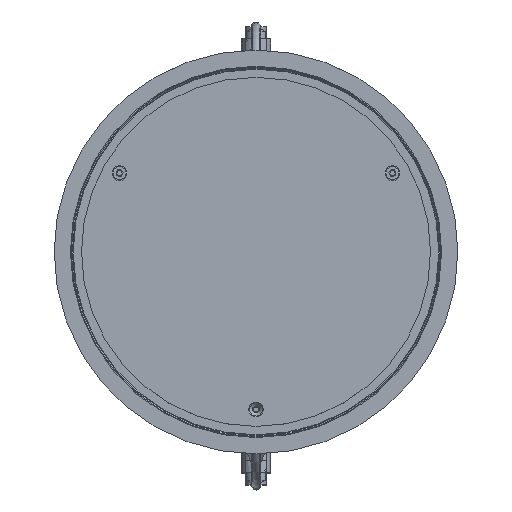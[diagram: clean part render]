
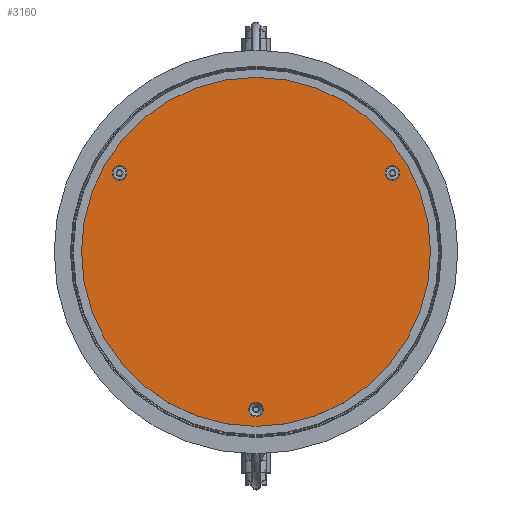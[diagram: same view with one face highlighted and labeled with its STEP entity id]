
A CAD part, top view. The second image highlights one B-rep face of the part: STEP entity #3160.
In plain terms, the highlighted planar face has unit normal (0, 0, 1).
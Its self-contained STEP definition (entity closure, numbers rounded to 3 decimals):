
#299=FACE_BOUND('',#683,.T.);
#300=FACE_BOUND('',#684,.T.);
#301=FACE_BOUND('',#685,.T.);
#371=PLANE('',#3579);
#511=FACE_OUTER_BOUND('',#682,.T.);
#682=EDGE_LOOP('',(#2232));
#683=EDGE_LOOP('',(#2233));
#684=EDGE_LOOP('',(#2234));
#685=EDGE_LOOP('',(#2235));
#1150=CIRCLE('',#3556,5.7);
#1155=CIRCLE('',#3563,5.7);
#1160=CIRCLE('',#3570,5.7);
#1165=CIRCLE('',#3577,134.);
#1386=VERTEX_POINT('',#5007);
#1391=VERTEX_POINT('',#5021);
#1396=VERTEX_POINT('',#5035);
#1401=VERTEX_POINT('',#5049);
#1726=EDGE_CURVE('',#1386,#1386,#1150,.T.);
#1733=EDGE_CURVE('',#1391,#1391,#1155,.T.);
#1740=EDGE_CURVE('',#1396,#1396,#1160,.T.);
#1747=EDGE_CURVE('',#1401,#1401,#1165,.T.);
#2232=ORIENTED_EDGE('',*,*,#1747,.F.);
#2233=ORIENTED_EDGE('',*,*,#1726,.T.);
#2234=ORIENTED_EDGE('',*,*,#1733,.T.);
#2235=ORIENTED_EDGE('',*,*,#1740,.T.);
#3160=ADVANCED_FACE('',(#511,#299,#300,#301),#371,.F.);
#3556=AXIS2_PLACEMENT_3D('',#5008,#4004,#4005);
#3563=AXIS2_PLACEMENT_3D('',#5022,#4020,#4021);
#3570=AXIS2_PLACEMENT_3D('',#5036,#4036,#4037);
#3577=AXIS2_PLACEMENT_3D('',#5050,#4052,#4053);
#3579=AXIS2_PLACEMENT_3D('',#5054,#4057,#4058);
#4004=DIRECTION('center_axis',(0.,0.,-1.));
#4005=DIRECTION('ref_axis',(-0.866,0.5,0.));
#4020=DIRECTION('center_axis',(0.,0.,-1.));
#4021=DIRECTION('ref_axis',(0.866,0.5,0.));
#4036=DIRECTION('center_axis',(0.,0.,-1.));
#4037=DIRECTION('ref_axis',(0.,-1.,0.));
#4052=DIRECTION('center_axis',(0.,0.,-1.));
#4053=DIRECTION('ref_axis',(-1.,0.,0.));
#4057=DIRECTION('center_axis',(0.,0.,-1.));
#4058=DIRECTION('ref_axis',(-1.,0.,0.));
#5007=CARTESIAN_POINT('',(-99.853,57.65,8.));
#5008=CARTESIAN_POINT('Origin',(-104.789,60.5,8.));
#5021=CARTESIAN_POINT('',(99.853,57.65,8.));
#5022=CARTESIAN_POINT('Origin',(104.789,60.5,8.));
#5035=CARTESIAN_POINT('',(0.,-115.3,8.));
#5036=CARTESIAN_POINT('Origin',(0.,-121.,8.));
#5049=CARTESIAN_POINT('',(134.,0.,8.));
#5050=CARTESIAN_POINT('Origin',(0.,0.,8.));
#5054=CARTESIAN_POINT('Origin',(0.,0.,8.));
